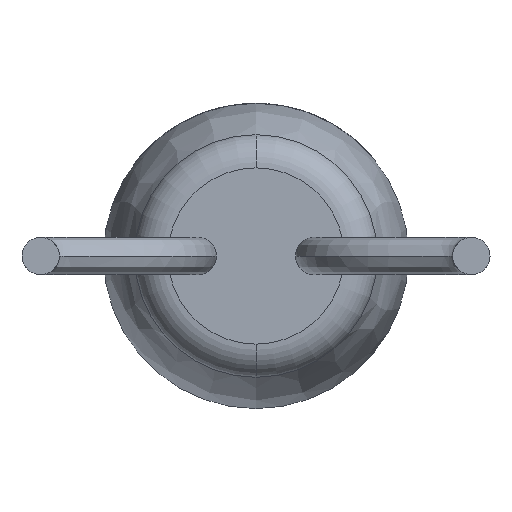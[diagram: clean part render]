
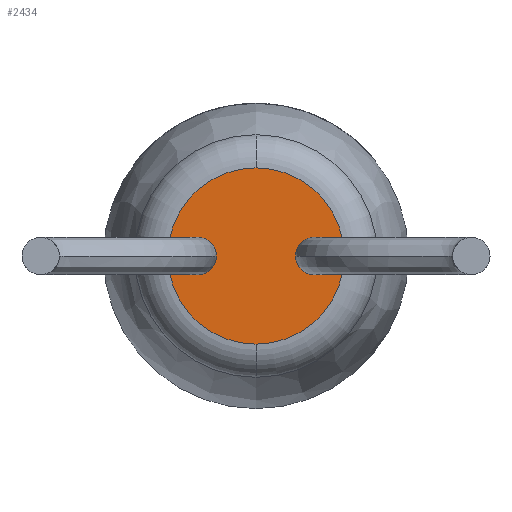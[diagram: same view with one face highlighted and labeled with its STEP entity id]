
A CAD part, front view. The second image highlights one B-rep face of the part: STEP entity #2434.
In plain terms, the highlighted planar face has unit normal (0, -1, 0).
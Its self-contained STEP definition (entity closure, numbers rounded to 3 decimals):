
#116 = CARTESIAN_POINT ( 'NONE',  ( 0.86, 0., -0.275 ) ) ;
#327 = PLANE ( 'NONE',  #4104 ) ;
#366 = DIRECTION ( 'NONE',  ( 0., 0., 1. ) ) ;
#508 = ORIENTED_EDGE ( 'NONE', *, *, #2638, .T. ) ;
#895 = CIRCLE ( 'NONE', #1968, 0.275 ) ;
#944 = DIRECTION ( 'NONE',  ( 0., -1., 0. ) ) ;
#1016 = EDGE_CURVE ( 'NONE', #1932, #1321, #895, .T. ) ;
#1170 = CARTESIAN_POINT ( 'NONE',  ( 0., 0., 0. ) ) ;
#1221 = EDGE_CURVE ( 'NONE', #4056, #1517, #1967, .T. ) ;
#1235 = CARTESIAN_POINT ( 'NONE',  ( -0.86, 0., 0. ) ) ;
#1321 = VERTEX_POINT ( 'NONE', #4245 ) ;
#1444 = DIRECTION ( 'NONE',  ( 0., -1., 0. ) ) ;
#1464 = EDGE_CURVE ( 'NONE', #1517, #4056, #3135, .T. ) ;
#1517 = VERTEX_POINT ( 'NONE', #2292 ) ;
#1542 = CARTESIAN_POINT ( 'NONE',  ( 0., 0., 0. ) ) ;
#1653 = CARTESIAN_POINT ( 'NONE',  ( -0.86, 0., 0. ) ) ;
#1702 = CIRCLE ( 'NONE', #3261, 0.275 ) ;
#1709 = ORIENTED_EDGE ( 'NONE', *, *, #1221, .F. ) ;
#1768 = FACE_OUTER_BOUND ( 'NONE', #3268, .T. ) ;
#1865 = ORIENTED_EDGE ( 'NONE', *, *, #1464, .F. ) ;
#1932 = VERTEX_POINT ( 'NONE', #116 ) ;
#1967 = CIRCLE ( 'NONE', #2620, 0.275 ) ;
#1968 = AXIS2_PLACEMENT_3D ( 'NONE', #3349, #4117, #3728 ) ;
#1978 = DIRECTION ( 'NONE',  ( 0., 1., 0. ) ) ;
#2169 = CARTESIAN_POINT ( 'NONE',  ( -0.86, 0., -0.275 ) ) ;
#2189 = EDGE_CURVE ( 'NONE', #2311, #3445, #3961, .T. ) ;
#2292 = CARTESIAN_POINT ( 'NONE',  ( -0.86, 0., 0.275 ) ) ;
#2303 = DIRECTION ( 'NONE',  ( 0., 0., 1. ) ) ;
#2311 = VERTEX_POINT ( 'NONE', #3101 ) ;
#2434 = ADVANCED_FACE ( 'NONE', ( #2616, #1768, #3577 ), #327, .F. ) ;
#2536 = DIRECTION ( 'NONE',  ( 0., 0., 1. ) ) ;
#2543 = CARTESIAN_POINT ( 'NONE',  ( 0., 0., 0. ) ) ;
#2616 = FACE_BOUND ( 'NONE', #4645, .T. ) ;
#2620 = AXIS2_PLACEMENT_3D ( 'NONE', #1653, #944, #4157 ) ;
#2630 = CARTESIAN_POINT ( 'NONE',  ( 0., 0., 1.3 ) ) ;
#2638 = EDGE_CURVE ( 'NONE', #3445, #2311, #3632, .T. ) ;
#2645 = DIRECTION ( 'NONE',  ( 0., 0., 1. ) ) ;
#2857 = CARTESIAN_POINT ( 'NONE',  ( 0.86, 0., 0. ) ) ;
#3101 = CARTESIAN_POINT ( 'NONE',  ( 0., 0., -1.3 ) ) ;
#3135 = CIRCLE ( 'NONE', #4482, 0.275 ) ;
#3261 = AXIS2_PLACEMENT_3D ( 'NONE', #2857, #1978, #4193 ) ;
#3268 = EDGE_LOOP ( 'NONE', ( #4539, #508 ) ) ;
#3299 = DIRECTION ( 'NONE',  ( 0., 1., 0. ) ) ;
#3349 = CARTESIAN_POINT ( 'NONE',  ( 0.86, 0., 0. ) ) ;
#3404 = DIRECTION ( 'NONE',  ( 0., -1., 0. ) ) ;
#3445 = VERTEX_POINT ( 'NONE', #2630 ) ;
#3468 = ORIENTED_EDGE ( 'NONE', *, *, #1016, .T. ) ;
#3577 = FACE_BOUND ( 'NONE', #3880, .T. ) ;
#3632 = CIRCLE ( 'NONE', #4576, 1.3 ) ;
#3728 = DIRECTION ( 'NONE',  ( 0., 0., -1. ) ) ;
#3789 = ORIENTED_EDGE ( 'NONE', *, *, #4030, .T. ) ;
#3880 = EDGE_LOOP ( 'NONE', ( #1865, #1709 ) ) ;
#3961 = CIRCLE ( 'NONE', #4597, 1.3 ) ;
#4030 = EDGE_CURVE ( 'NONE', #1321, #1932, #1702, .T. ) ;
#4056 = VERTEX_POINT ( 'NONE', #2169 ) ;
#4104 = AXIS2_PLACEMENT_3D ( 'NONE', #1170, #3299, #2536 ) ;
#4117 = DIRECTION ( 'NONE',  ( 0., 1., 0. ) ) ;
#4157 = DIRECTION ( 'NONE',  ( 0., 0., 1. ) ) ;
#4193 = DIRECTION ( 'NONE',  ( 0., 0., -1. ) ) ;
#4245 = CARTESIAN_POINT ( 'NONE',  ( 0.86, 0., 0.275 ) ) ;
#4466 = DIRECTION ( 'NONE',  ( 0., -1., 0. ) ) ;
#4482 = AXIS2_PLACEMENT_3D ( 'NONE', #1235, #4466, #2303 ) ;
#4539 = ORIENTED_EDGE ( 'NONE', *, *, #2189, .T. ) ;
#4576 = AXIS2_PLACEMENT_3D ( 'NONE', #1542, #3404, #2645 ) ;
#4597 = AXIS2_PLACEMENT_3D ( 'NONE', #2543, #1444, #366 ) ;
#4645 = EDGE_LOOP ( 'NONE', ( #3789, #3468 ) ) ;
